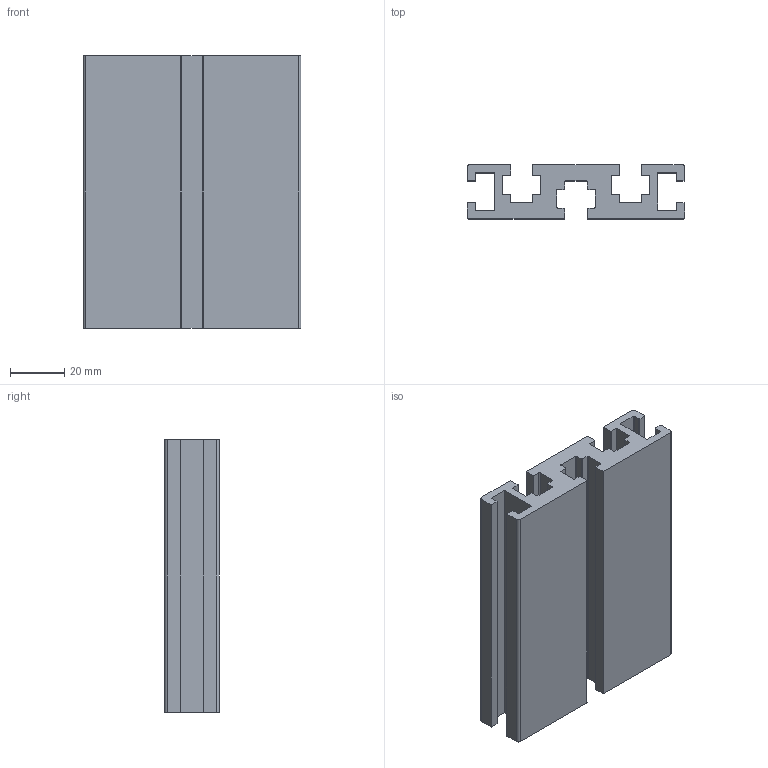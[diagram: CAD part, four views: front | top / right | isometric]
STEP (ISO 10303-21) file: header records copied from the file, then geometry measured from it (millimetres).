
FILE_DESCRIPTION (( 'STEP AP203' ), '1' );
FILE_NAME ('JL-8-2080G.STEP', '2019-07-23T05:52:54', ( 'admin' ), ( '' ), 'SwSTEP 2.0', 'SolidWorks 2017', '' );
FILE_SCHEMA (( 'CONFIG_CONTROL_DESIGN' ));
Length unit declared in the file: millimetre
Products named in the file (1): JL-8-2080G
Bounding box: 80 x 20 x 100 mm (x, y, z)
Volume: 88661.8 mm3; surface area: 39755.2 mm2
Topology: 1 solids, 1 shells, 246 faces, 705 edges, 470 vertices
Faces by surface type: plane 184, cylinder 34, bspline 28
Entity records: 8926 total; most frequent: CARTESIAN_POINT 2530, ORIENTED_EDGE 1410, DIRECTION 1155, EDGE_CURVE 705, VECTOR 581, LINE 581, VERTEX_POINT 470, AXIS2_PLACEMENT_3D 287
